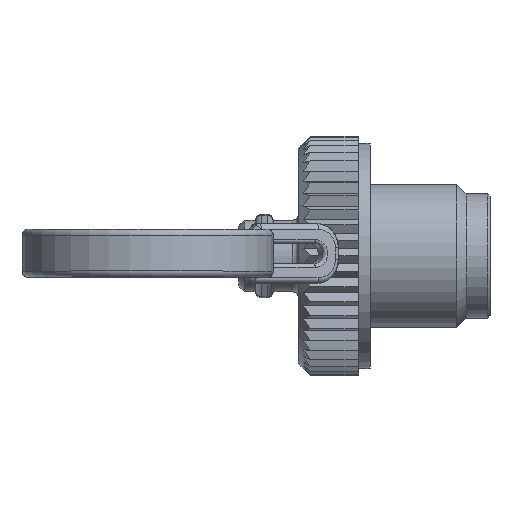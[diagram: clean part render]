
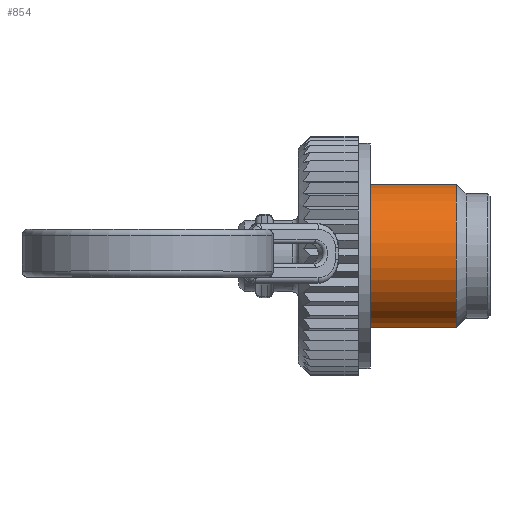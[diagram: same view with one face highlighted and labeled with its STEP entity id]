
A CAD part, top view. The second image highlights one B-rep face of the part: STEP entity #854.
In plain terms, the highlighted cylindrical face has radius 6 mm (diameter 12 mm), a full revolution.
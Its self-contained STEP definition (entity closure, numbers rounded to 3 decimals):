
#348=CYLINDRICAL_SURFACE('',#7527,6.);
#543=FACE_BOUND('',#1973,.T.);
#544=FACE_BOUND('',#1974,.T.);
#560=CIRCLE('',#7514,6.);
#566=CIRCLE('',#7526,6.);
#854=ADVANCED_FACE('',(#543,#544),#348,.T.);
#1973=EDGE_LOOP('',(#3069));
#1974=EDGE_LOOP('',(#3070));
#3069=ORIENTED_EDGE('',*,*,#5518,.T.);
#3070=ORIENTED_EDGE('',*,*,#5512,.T.);
#4810=VERTEX_POINT('',#11175);
#4816=VERTEX_POINT('',#11193);
#5512=EDGE_CURVE('',#4810,#4810,#560,.T.);
#5518=EDGE_CURVE('',#4816,#4816,#566,.T.);
#7514=AXIS2_PLACEMENT_3D('',#11174,#8574,#8575);
#7526=AXIS2_PLACEMENT_3D('',#11192,#8598,#8599);
#7527=AXIS2_PLACEMENT_3D('',#11194,#8600,#8601);
#8574=DIRECTION('',(1.,0.,0.));
#8575=DIRECTION('',(0.,0.,-1.));
#8598=DIRECTION('',(-1.,0.,0.));
#8599=DIRECTION('',(0.,0.,-1.));
#8600=DIRECTION('',(1.,0.,0.));
#8601=DIRECTION('',(0.,0.,-1.));
#11174=CARTESIAN_POINT('',(6.,0.,0.));
#11175=CARTESIAN_POINT('',(6.,0.,-6.));
#11192=CARTESIAN_POINT('',(13.2,0.,0.));
#11193=CARTESIAN_POINT('',(13.2,0.,-6.));
#11194=CARTESIAN_POINT('',(6.,0.,0.));
